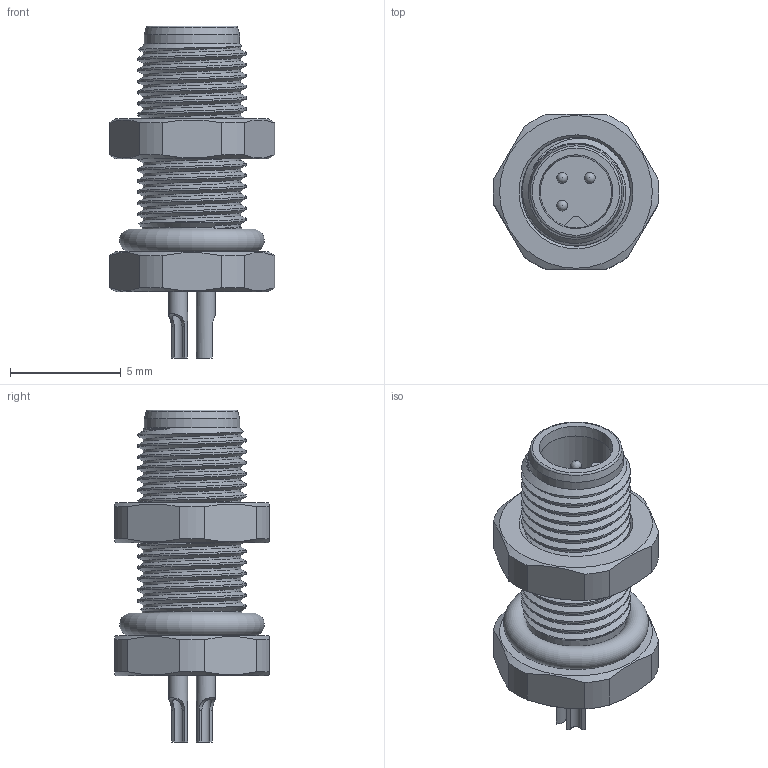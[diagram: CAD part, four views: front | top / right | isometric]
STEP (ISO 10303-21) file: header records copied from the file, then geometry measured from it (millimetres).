
FILE_DESCRIPTION(/* description */ (''),/* implementation_level */ '2;1');
FILE_NAME(/* name */ 'SD-M5A-03P-MM-SF7001-00A(H).stp',/* time_stamp */ '2020-09-03T08:18:32+08:00',/* author */ (''),/* organization */ (''),/* preprocessor_version */ 'ST-DEVELOPER v16',/* originating_system */ 'SIEMENS PLM Software NX 11.0',/* authorisation */ '');
FILE_SCHEMA (('AUTOMOTIVE_DESIGN { 1 0 10303 214 3 1 1 1 }'));
Length unit declared in the file: millimetre
Products named in the file (1): _model1
Bounding box: 7.49 x 7 x 15 mm (x, y, z)
Volume: 270.2 mm3; surface area: 541.6 mm2
Topology: 1 solids, 2 shells, 89 faces, 249 edges, 166 vertices
Faces by surface type: cylinder 33, plane 33, cone 15, torus 3, sphere 3, bspline 2
Full cylindrical faces by diameter (mm): 0.48 x3, 0.5 x3, 0.85 x3, 4.3 x1, 4.5 x2
Entity records: 7395 total; most frequent: CARTESIAN_POINT 5049, DIRECTION 380, ORIENTED_EDGE 366, EDGE_CURVE 183, AXIS2_PLACEMENT_3D 160, VERTEX_POINT 135, EDGE_LOOP 125, ADVANCED_FACE 88
